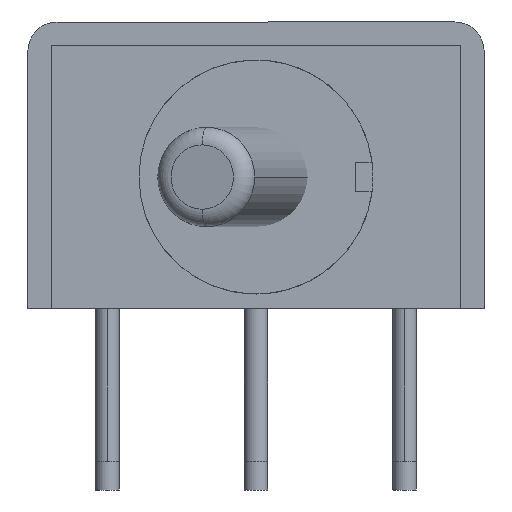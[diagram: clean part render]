
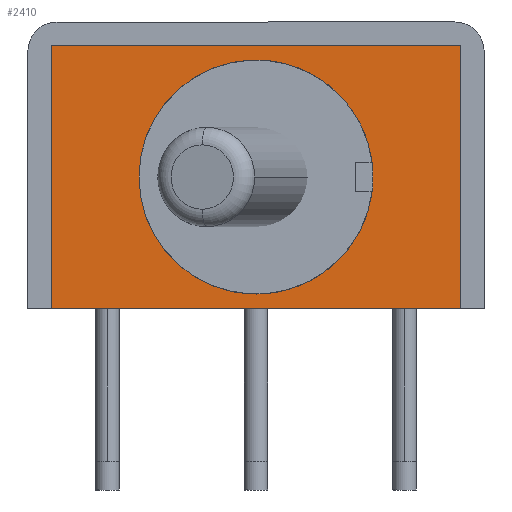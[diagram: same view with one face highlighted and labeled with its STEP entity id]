
A CAD part, left-side view. The second image highlights one B-rep face of the part: STEP entity #2410.
In plain terms, the highlighted planar face has unit normal (-1, 0, 0).
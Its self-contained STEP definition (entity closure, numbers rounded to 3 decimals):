
#2371=CARTESIAN_POINT('',(-7.35,-3.5,0.0));
#2372=DIRECTION('',(-1.0,0.0,0.0));
#2373=DIRECTION('',(0.0,0.0,1.0));
#2374=AXIS2_PLACEMENT_3D('',#2371,#2372,#2373);
#2375=PLANE('',#2374);
#2376=CARTESIAN_POINT('',(-7.35,-3.5,4.5));
#2377=VERTEX_POINT('',#2376);
#2378=CARTESIAN_POINT('',(-7.35,3.5,4.5));
#2379=VERTEX_POINT('',#2378);
#2380=CARTESIAN_POINT('',(-7.35,-3.5,4.5));
#2381=DIRECTION('',(0.0,1.0,0.0));
#2382=VECTOR('',#2381,7.0);
#2383=LINE('',#2380,#2382);
#2384=EDGE_CURVE('',#2377,#2379,#2383,.T.);
#2385=ORIENTED_EDGE('',*,*,#2384,.T.);
#2386=CARTESIAN_POINT('',(-7.35,3.5,0.0));
#2387=VERTEX_POINT('',#2386);
#2388=CARTESIAN_POINT('',(-7.35,3.5,0.0));
#2389=DIRECTION('',(0.0,0.0,1.0));
#2390=VECTOR('',#2389,4.5);
#2391=LINE('',#2388,#2390);
#2392=EDGE_CURVE('',#2387,#2379,#2391,.T.);
#2393=ORIENTED_EDGE('',*,*,#2392,.F.);
#2394=CARTESIAN_POINT('',(-7.35,-3.5,0.0));
#2395=VERTEX_POINT('',#2394);
#2396=CARTESIAN_POINT('',(-7.35,3.5,0.0));
#2397=DIRECTION('',(0.0,-1.0,0.0));
#2398=VECTOR('',#2397,7.0);
#2399=LINE('',#2396,#2398);
#2400=EDGE_CURVE('',#2387,#2395,#2399,.T.);
#2401=ORIENTED_EDGE('',*,*,#2400,.T.);
#2402=CARTESIAN_POINT('',(-7.35,-3.5,0.0));
#2403=DIRECTION('',(0.0,0.0,1.0));
#2404=VECTOR('',#2403,4.5);
#2405=LINE('',#2402,#2404);
#2406=EDGE_CURVE('',#2395,#2377,#2405,.T.);
#2407=ORIENTED_EDGE('',*,*,#2406,.T.);
#2408=EDGE_LOOP('',(#2385,#2393,#2401,#2407));
#2409=FACE_OUTER_BOUND('',#2408,.T.);
#2410=ADVANCED_FACE('',(#2409),#2375,.T.);
